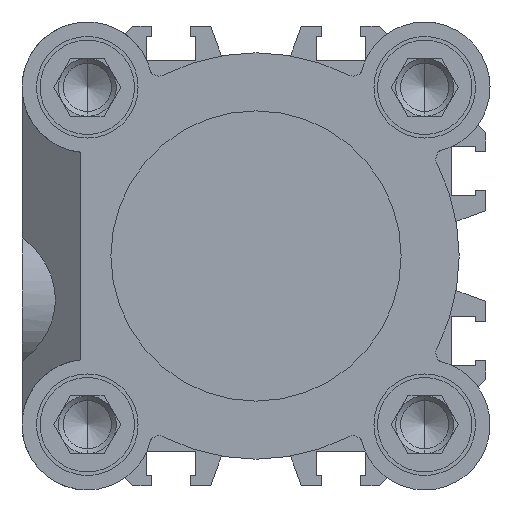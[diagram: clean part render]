
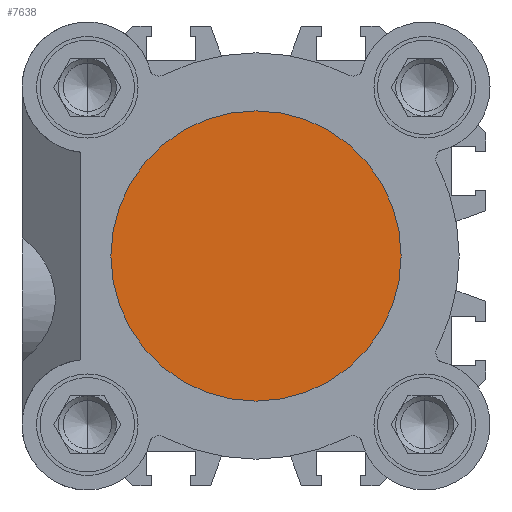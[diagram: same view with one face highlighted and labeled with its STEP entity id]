
A CAD part, left-side view. The second image highlights one B-rep face of the part: STEP entity #7638.
In plain terms, the highlighted face is planar.
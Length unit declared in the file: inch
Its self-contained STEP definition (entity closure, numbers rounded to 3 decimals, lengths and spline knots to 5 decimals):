
#10 = CIRCLE ( 'NONE', #11664, 0.7874 ) ;
#782 = VERTEX_POINT ( 'NONE', #1814 ) ;
#1054 = VERTEX_POINT ( 'NONE', #10705 ) ;
#1134 = EDGE_LOOP ( 'NONE', ( #9744, #9043 ) ) ;
#1638 = DIRECTION ( 'NONE',  ( -1., 0., 0. ) ) ;
#1814 = CARTESIAN_POINT ( 'NONE',  ( 0.15748, 0., -0.7874 ) ) ;
#1826 = EDGE_CURVE ( 'NONE', #782, #1054, #10, .T. ) ;
#2153 = CIRCLE ( 'NONE', #2773, 0.7874 ) ;
#2773 = AXIS2_PLACEMENT_3D ( 'NONE', #7510, #1638, #8500 ) ;
#2832 = DIRECTION ( 'NONE',  ( 0., 0., 1. ) ) ;
#2879 = DIRECTION ( 'NONE',  ( -1., 0., 0. ) ) ;
#2901 = CARTESIAN_POINT ( 'NONE',  ( 0.15748, 0., 0. ) ) ;
#3284 = FACE_OUTER_BOUND ( 'NONE', #1134, .T. ) ;
#4647 = CARTESIAN_POINT ( 'NONE',  ( 0.15748, 0.7874, 0. ) ) ;
#5613 = DIRECTION ( 'NONE',  ( 0., 0., 1. ) ) ;
#6554 = PLANE ( 'NONE',  #11074 ) ;
#7510 = CARTESIAN_POINT ( 'NONE',  ( 0.15748, 0., 0. ) ) ;
#7638 = ADVANCED_FACE ( 'NONE', ( #3284 ), #6554, .F. ) ;
#8500 = DIRECTION ( 'NONE',  ( 0., 0., 1. ) ) ;
#9043 = ORIENTED_EDGE ( 'NONE', *, *, #1826, .F. ) ;
#9343 = EDGE_CURVE ( 'NONE', #1054, #782, #2153, .T. ) ;
#9744 = ORIENTED_EDGE ( 'NONE', *, *, #9343, .F. ) ;
#10705 = CARTESIAN_POINT ( 'NONE',  ( 0.15748, 0., 0.7874 ) ) ;
#11074 = AXIS2_PLACEMENT_3D ( 'NONE', #4647, #11520, #5613 ) ;
#11520 = DIRECTION ( 'NONE',  ( -1., 0., 0. ) ) ;
#11664 = AXIS2_PLACEMENT_3D ( 'NONE', #2901, #2879, #2832 ) ;
